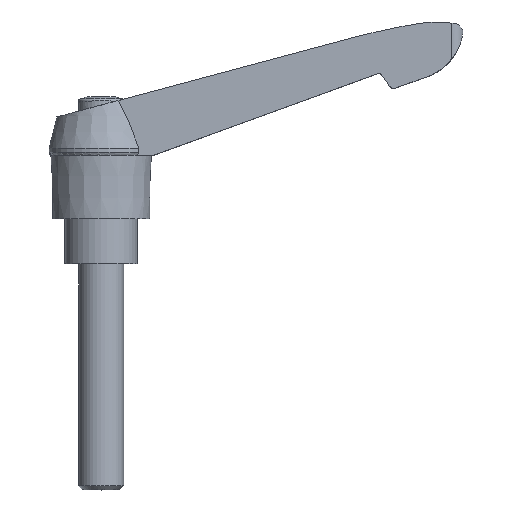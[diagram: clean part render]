
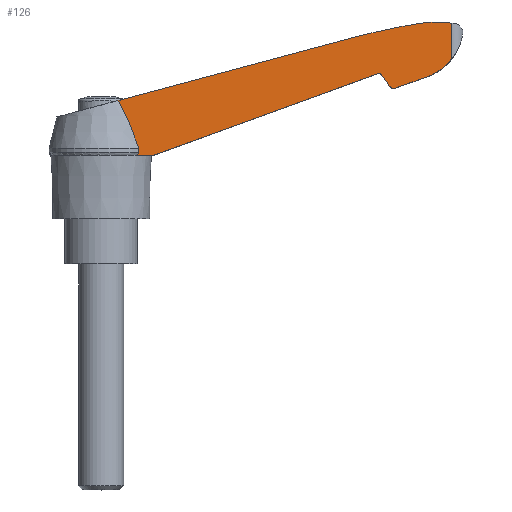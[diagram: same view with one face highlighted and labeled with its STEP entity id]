
A CAD part, top view. The second image highlights one B-rep face of the part: STEP entity #126.
In plain terms, the highlighted planar face has unit normal (0.034, 0, 0.999).
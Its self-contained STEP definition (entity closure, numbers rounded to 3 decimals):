
#126 = ADVANCED_FACE( '', ( #321 ), #322, .F. );
#321 = FACE_OUTER_BOUND( '', #590, .T. );
#322 = PLANE( '', #591 );
#590 = EDGE_LOOP( '', ( #902, #903, #904, #905, #906, #907, #908, #909, #910, #911, #912, #913, #914, #915, #916 ) );
#591 = AXIS2_PLACEMENT_3D( '', #917, #918, #919 );
#902 = ORIENTED_EDGE( '', *, *, #1652, .F. );
#903 = ORIENTED_EDGE( '', *, *, #1653, .T. );
#904 = ORIENTED_EDGE( '', *, *, #1648, .F. );
#905 = ORIENTED_EDGE( '', *, *, #1624, .F. );
#906 = ORIENTED_EDGE( '', *, *, #1633, .T. );
#907 = ORIENTED_EDGE( '', *, *, #1654, .F. );
#908 = ORIENTED_EDGE( '', *, *, #1655, .F. );
#909 = ORIENTED_EDGE( '', *, *, #1656, .F. );
#910 = ORIENTED_EDGE( '', *, *, #1657, .F. );
#911 = ORIENTED_EDGE( '', *, *, #1658, .F. );
#912 = ORIENTED_EDGE( '', *, *, #1659, .F. );
#913 = ORIENTED_EDGE( '', *, *, #1660, .F. );
#914 = ORIENTED_EDGE( '', *, *, #1661, .F. );
#915 = ORIENTED_EDGE( '', *, *, #1662, .F. );
#916 = ORIENTED_EDGE( '', *, *, #1663, .F. );
#917 = CARTESIAN_POINT( '', ( 0., 58.5, 8.22 ) );
#918 = DIRECTION( '', ( -0.034, 0., -0.999 ) );
#919 = DIRECTION( '', ( -0.999, 0., 0.034 ) );
#1624 = EDGE_CURVE( '', #1945, #1947, #1948, .T. );
#1633 = EDGE_CURVE( '', #1945, #1960, #1962, .T. );
#1648 = EDGE_CURVE( '', #1947, #1987, #1988, .T. );
#1652 = EDGE_CURVE( '', #1993, #1994, #1995, .T. );
#1653 = EDGE_CURVE( '', #1993, #1987, #1996, .T. );
#1654 = EDGE_CURVE( '', #1997, #1960, #1998, .T. );
#1655 = EDGE_CURVE( '', #1999, #1997, #2000, .T. );
#1656 = EDGE_CURVE( '', #2001, #1999, #2002, .T. );
#1657 = EDGE_CURVE( '', #2003, #2001, #2004, .T. );
#1658 = EDGE_CURVE( '', #2005, #2003, #2006, .T. );
#1659 = EDGE_CURVE( '', #2007, #2005, #2008, .T. );
#1660 = EDGE_CURVE( '', #2009, #2007, #2010, .T. );
#1661 = EDGE_CURVE( '', #2011, #2009, #2012, .T. );
#1662 = EDGE_CURVE( '', #2013, #2011, #2014, .T. );
#1663 = EDGE_CURVE( '', #1994, #2013, #2015, .T. );
#1945 = VERTEX_POINT( '', #2410 );
#1947 = VERTEX_POINT( '', #2413 );
#1948 = LINE( '', #2414, #2415 );
#1960 = VERTEX_POINT( '', #2432 );
#1962 = ELLIPSE( '', #2435, 0.8, 0.8 );
#1987 = VERTEX_POINT( '', #2463 );
#1988 = LINE( '', #2464, #2465 );
#1993 = VERTEX_POINT( '', #2471 );
#1994 = VERTEX_POINT( '', #2472 );
#1995 = LINE( '', #2473, #2474 );
#1996 = B_SPLINE_CURVE_WITH_KNOTS( '', 3, ( #2475, #2476, #2477, #2478, #2479, #2480 ), .UNSPECIFIED., .F., .F., ( 4, 2, 4 ), ( 0., 0., 0.001 ), .UNSPECIFIED. );
#1997 = VERTEX_POINT( '', #2481 );
#1998 = LINE( '', #2482, #2483 );
#1999 = VERTEX_POINT( '', #2484 );
#2000 = ELLIPSE( '', #2485, 1.201, 1.2 );
#2001 = VERTEX_POINT( '', #2486 );
#2002 = LINE( '', #2487, #2488 );
#2003 = VERTEX_POINT( '', #2489 );
#2004 = ELLIPSE( '', #2490, 12.007, 12. );
#2005 = VERTEX_POINT( '', #2491 );
#2006 = LINE( '', #2492, #2493 );
#2007 = VERTEX_POINT( '', #2494 );
#2008 = ELLIPSE( '', #2495, 36.021, 36. );
#2009 = VERTEX_POINT( '', #2496 );
#2010 = ELLIPSE( '', #2497, 30.017, 30. );
#2011 = VERTEX_POINT( '', #2498 );
#2012 = ELLIPSE( '', #2499, 157.091, 157. );
#2013 = VERTEX_POINT( '', #2500 );
#2014 = LINE( '', #2501, #2502 );
#2015 = B_SPLINE_CURVE_WITH_KNOTS( '', 3, ( #2503, #2504, #2505, #2506, #2507, #2508, #2509, #2510, #2511, #2512 ), .UNSPECIFIED., .F., .F., ( 4, 2, 2, 2, 4 ), ( 0., 0.006, 0.009, 0.01, 0.012 ), .UNSPECIFIED. );
#2410 = CARTESIAN_POINT( '', ( 61.169, 42.042, 6.14 ) );
#2413 = CARTESIAN_POINT( '', ( 11.6, 24., 7.825 ) );
#2414 = CARTESIAN_POINT( '', ( 11.49, 23.96, 7.829 ) );
#2415 = VECTOR( '', #3121, 1000. );
#2432 = CARTESIAN_POINT( '', ( 62.1, 41.746, 6.109 ) );
#2435 = AXIS2_PLACEMENT_3D( '', #3131, #3132, #3133 );
#2463 = CARTESIAN_POINT( '', ( 7.764, 24., 7.956 ) );
#2464 = CARTESIAN_POINT( '', ( -0.111, 24., 8.223 ) );
#2465 = VECTOR( '', #3158, 1000. );
#2471 = CARTESIAN_POINT( '', ( 8.322, 24.664, 7.937 ) );
#2472 = CARTESIAN_POINT( '', ( 8.322, 25.6, 7.937 ) );
#2473 = CARTESIAN_POINT( '', ( 8.322, 72.299, 7.937 ) );
#2474 = VECTOR( '', #3163, 1000. );
#2475 = CARTESIAN_POINT( '', ( 8.322, 24.664, 7.937 ) );
#2476 = CARTESIAN_POINT( '', ( 8.276, 24.522, 7.938 ) );
#2477 = CARTESIAN_POINT( '', ( 8.2, 24.396, 7.941 ) );
#2478 = CARTESIAN_POINT( '', ( 8.005, 24.172, 7.947 ) );
#2479 = CARTESIAN_POINT( '', ( 7.89, 24.079, 7.951 ) );
#2480 = CARTESIAN_POINT( '', ( 7.764, 24., 7.956 ) );
#2481 = CARTESIAN_POINT( '', ( 63.777, 39.333, 6.051 ) );
#2482 = CARTESIAN_POINT( '', ( 62.04, 41.832, 6.111 ) );
#2483 = VECTOR( '', #3164, 1000. );
#2484 = CARTESIAN_POINT( '', ( 65.173, 38.89, 6.004 ) );
#2485 = AXIS2_PLACEMENT_3D( '', #3165, #3166, #3167 );
#2486 = CARTESIAN_POINT( '', ( 73., 41.739, 5.738 ) );
#2487 = CARTESIAN_POINT( '', ( 65.008, 38.83, 6.01 ) );
#2488 = VECTOR( '', #3168, 1000. );
#2489 = CARTESIAN_POINT( '', ( 77.585, 45.336, 5.582 ) );
#2490 = AXIS2_PLACEMENT_3D( '', #3169, #3170, #3171 );
#2491 = CARTESIAN_POINT( '', ( 77.585, 53.244, 5.582 ) );
#2492 = CARTESIAN_POINT( '', ( 77.585, 58.5, 5.582 ) );
#2493 = VECTOR( '', #3172, 1000. );
#2494 = CARTESIAN_POINT( '', ( 74.8, 53.5, 5.677 ) );
#2495 = AXIS2_PLACEMENT_3D( '', #3173, #3174, #3175 );
#2496 = CARTESIAN_POINT( '', ( 69.3, 53., 5.864 ) );
#2497 = AXIS2_PLACEMENT_3D( '', #3176, #3177, #3178 );
#2498 = CARTESIAN_POINT( '', ( 56.5, 50.262, 6.299 ) );
#2499 = AXIS2_PLACEMENT_3D( '', #3179, #3180, #3181 );
#2500 = CARTESIAN_POINT( '', ( 3.725, 36.121, 8.093 ) );
#2501 = CARTESIAN_POINT( '', ( 56.335, 50.217, 6.304 ) );
#2502 = VECTOR( '', #3182, 1000. );
#2503 = CARTESIAN_POINT( '', ( 8.322, 25.6, 7.937 ) );
#2504 = CARTESIAN_POINT( '', ( 7.686, 27.409, 7.958 ) );
#2505 = CARTESIAN_POINT( '', ( 7.019, 29.207, 7.981 ) );
#2506 = CARTESIAN_POINT( '', ( 5.912, 31.861, 8.019 ) );
#2507 = CARTESIAN_POINT( '', ( 5.526, 32.738, 8.032 ) );
#2508 = CARTESIAN_POINT( '', ( 4.898, 34.032, 8.053 ) );
#2509 = CARTESIAN_POINT( '', ( 4.68, 34.459, 8.06 ) );
#2510 = CARTESIAN_POINT( '', ( 4.223, 35.301, 8.076 ) );
#2511 = CARTESIAN_POINT( '', ( 3.982, 35.717, 8.084 ) );
#2512 = CARTESIAN_POINT( '', ( 3.725, 36.121, 8.093 ) );
#3121 = DIRECTION( '', ( -0.939, -0.342, 0.032 ) );
#3131 = CARTESIAN_POINT( '', ( 61.443, 41.29, 6.131 ) );
#3132 = DIRECTION( '', ( -0.034, 0., -0.999 ) );
#3133 = DIRECTION( '', ( 0.999, 0., -0.034 ) );
#3158 = DIRECTION( '', ( -0.999, 0., 0.034 ) );
#3163 = DIRECTION( '', ( 0., 1., 0. ) );
#3164 = DIRECTION( '', ( -0.571, 0.821, 0.019 ) );
#3165 = CARTESIAN_POINT( '', ( 64.762, 40.018, 6.018 ) );
#3166 = DIRECTION( '', ( -0.034, 0., -0.999 ) );
#3167 = DIRECTION( '', ( 0.999, 0., -0.034 ) );
#3168 = DIRECTION( '', ( -0.939, -0.342, 0.032 ) );
#3169 = CARTESIAN_POINT( '', ( 68.107, 52.696, 5.904 ) );
#3170 = DIRECTION( '', ( -0.034, 0., -0.999 ) );
#3171 = DIRECTION( '', ( 0.999, 0., -0.034 ) );
#3172 = DIRECTION( '', ( 0., -1., 0. ) );
#3173 = CARTESIAN_POINT( '', ( 72.905, 17.55, 5.741 ) );
#3174 = DIRECTION( '', ( -0.034, 0., -0.999 ) );
#3175 = DIRECTION( '', ( 0.999, 0., -0.034 ) );
#3176 = CARTESIAN_POINT( '', ( 74.755, 23.5, 5.678 ) );
#3177 = DIRECTION( '', ( -0.034, 0., -0.999 ) );
#3178 = DIRECTION( '', ( 0.999, 0., -0.034 ) );
#3179 = CARTESIAN_POINT( '', ( 95.717, -101.762, 4.966 ) );
#3180 = DIRECTION( '', ( -0.034, 0., -0.999 ) );
#3181 = DIRECTION( '', ( 0.999, 0., -0.034 ) );
#3182 = DIRECTION( '', ( 0.965, 0.259, -0.033 ) );
